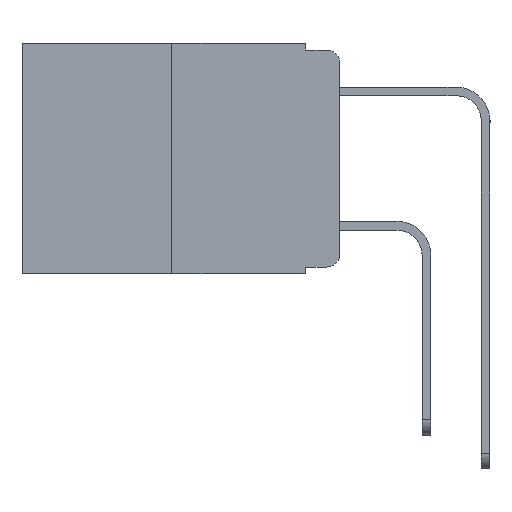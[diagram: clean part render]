
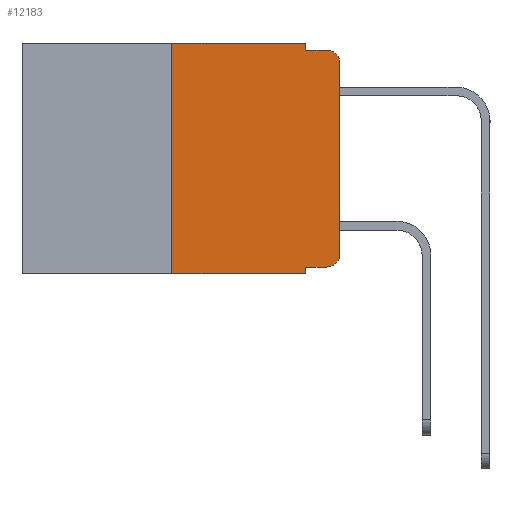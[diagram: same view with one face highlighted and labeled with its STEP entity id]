
A CAD part, left-side view. The second image highlights one B-rep face of the part: STEP entity #12183.
In plain terms, the highlighted planar face has unit normal (-1, 0, 0).
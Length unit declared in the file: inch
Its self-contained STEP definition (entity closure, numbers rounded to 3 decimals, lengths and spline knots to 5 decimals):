
#46 = ORIENTED_EDGE ( 'NONE', *, *, #4780, .T. ) ;
#73 = VECTOR ( 'NONE', #15317, 39.37008 ) ;
#157 = FACE_OUTER_BOUND ( 'NONE', #8263, .T. ) ;
#201 = VERTEX_POINT ( 'NONE', #5191 ) ;
#350 = VERTEX_POINT ( 'NONE', #8532 ) ;
#612 = ORIENTED_EDGE ( 'NONE', *, *, #9259, .T. ) ;
#624 = LINE ( 'NONE', #11924, #6763 ) ;
#1132 = DIRECTION ( 'NONE',  ( 0., 0., -1. ) ) ;
#1192 = EDGE_CURVE ( 'NONE', #14813, #6135, #3670, .T. ) ;
#1356 = DIRECTION ( 'NONE',  ( 0., -1., 0. ) ) ;
#1683 = VECTOR ( 'NONE', #7412, 39.37008 ) ;
#1867 = ORIENTED_EDGE ( 'NONE', *, *, #4492, .T. ) ;
#2259 = DIRECTION ( 'NONE',  ( 0., 0., -1. ) ) ;
#2395 = CIRCLE ( 'NONE', #16086, 0.02 ) ;
#3567 = CARTESIAN_POINT ( 'NONE',  ( 0., 0.051, 0. ) ) ;
#3670 = LINE ( 'NONE', #3567, #73 ) ;
#3792 = CARTESIAN_POINT ( 'NONE',  ( 0., 0.473, 0. ) ) ;
#3911 = EDGE_CURVE ( 'NONE', #6135, #201, #6207, .T. ) ;
#4080 = CARTESIAN_POINT ( 'NONE',  ( 0., 0.051, -0.01 ) ) ;
#4344 = LINE ( 'NONE', #6478, #4753 ) ;
#4428 = CARTESIAN_POINT ( 'NONE',  ( 0., 0.051, -0.333 ) ) ;
#4492 = EDGE_CURVE ( 'NONE', #12175, #12029, #624, .T. ) ;
#4579 = CARTESIAN_POINT ( 'NONE',  ( 0., 0., -0.313 ) ) ;
#4601 = ORIENTED_EDGE ( 'NONE', *, *, #8441, .T. ) ;
#4753 = VECTOR ( 'NONE', #5365, 39.37008 ) ;
#4780 = EDGE_CURVE ( 'NONE', #12735, #201, #15905, .T. ) ;
#4950 = AXIS2_PLACEMENT_3D ( 'NONE', #13774, #10936, #15776 ) ;
#4951 = CARTESIAN_POINT ( 'NONE',  ( 0., 0.02, -0.313 ) ) ;
#5187 = VERTEX_POINT ( 'NONE', #4579 ) ;
#5191 = CARTESIAN_POINT ( 'NONE',  ( 0., 0.02, -0.01 ) ) ;
#5197 = DIRECTION ( 'NONE',  ( 0., -1., 0. ) ) ;
#5359 = CARTESIAN_POINT ( 'NONE',  ( 0., 0.051, -0.01 ) ) ;
#5365 = DIRECTION ( 'NONE',  ( 0., 0., 1. ) ) ;
#6012 = CARTESIAN_POINT ( 'NONE',  ( 0., 0.25, 0. ) ) ;
#6135 = VERTEX_POINT ( 'NONE', #4080 ) ;
#6207 = LINE ( 'NONE', #5359, #15560 ) ;
#6342 = PLANE ( 'NONE',  #14025 ) ;
#6447 = EDGE_CURVE ( 'NONE', #5187, #12735, #4344, .T. ) ;
#6478 = CARTESIAN_POINT ( 'NONE',  ( 0., 0., 0. ) ) ;
#6547 = VERTEX_POINT ( 'NONE', #4428 ) ;
#6763 = VECTOR ( 'NONE', #8953, 39.37008 ) ;
#6917 = EDGE_CURVE ( 'NONE', #350, #14813, #14516, .T. ) ;
#7203 = ORIENTED_EDGE ( 'NONE', *, *, #3911, .F. ) ;
#7327 = CARTESIAN_POINT ( 'NONE',  ( 0., 0.051, -0.343 ) ) ;
#7412 = DIRECTION ( 'NONE',  ( 0., 0., -1. ) ) ;
#7445 = CARTESIAN_POINT ( 'NONE',  ( 0., 0., -0.03 ) ) ;
#8263 = EDGE_LOOP ( 'NONE', ( #9531, #46, #7203, #12426, #16126, #13690, #1867, #9313, #612, #4601 ) ) ;
#8441 = EDGE_CURVE ( 'NONE', #15551, #5187, #2395, .T. ) ;
#8532 = CARTESIAN_POINT ( 'NONE',  ( 0., 0.25, 0. ) ) ;
#8862 = DIRECTION ( 'NONE',  ( 1., 0., 0. ) ) ;
#8953 = DIRECTION ( 'NONE',  ( 0., -1., 0. ) ) ;
#9124 = DIRECTION ( 'NONE',  ( 0., -1., 0. ) ) ;
#9259 = EDGE_CURVE ( 'NONE', #6547, #15551, #13357, .T. ) ;
#9299 = LINE ( 'NONE', #13511, #1683 ) ;
#9313 = ORIENTED_EDGE ( 'NONE', *, *, #10900, .F. ) ;
#9531 = ORIENTED_EDGE ( 'NONE', *, *, #6447, .T. ) ;
#9619 = VECTOR ( 'NONE', #14570, 39.37008 ) ;
#9880 = DIRECTION ( 'NONE',  ( -1., 0., 0. ) ) ;
#10516 = VECTOR ( 'NONE', #5197, 39.37008 ) ;
#10900 = EDGE_CURVE ( 'NONE', #6547, #12029, #9299, .T. ) ;
#10936 = DIRECTION ( 'NONE',  ( -1., 0., 0. ) ) ;
#11842 = CARTESIAN_POINT ( 'NONE',  ( 0., 0.051, 0. ) ) ;
#11924 = CARTESIAN_POINT ( 'NONE',  ( 0., 0.473, -0.343 ) ) ;
#12029 = VERTEX_POINT ( 'NONE', #7327 ) ;
#12175 = VERTEX_POINT ( 'NONE', #12496 ) ;
#12183 = ADVANCED_FACE ( 'NONE', ( #157 ), #6342, .F. ) ;
#12426 = ORIENTED_EDGE ( 'NONE', *, *, #1192, .F. ) ;
#12496 = CARTESIAN_POINT ( 'NONE',  ( 0., 0.25, -0.343 ) ) ;
#12510 = LINE ( 'NONE', #6012, #9619 ) ;
#12553 = CARTESIAN_POINT ( 'NONE',  ( 0., 0.051, -0.333 ) ) ;
#12735 = VERTEX_POINT ( 'NONE', #7445 ) ;
#13357 = LINE ( 'NONE', #12553, #10516 ) ;
#13511 = CARTESIAN_POINT ( 'NONE',  ( 0., 0.051, 0. ) ) ;
#13690 = ORIENTED_EDGE ( 'NONE', *, *, #14950, .F. ) ;
#13773 = VECTOR ( 'NONE', #9124, 39.37008 ) ;
#13774 = CARTESIAN_POINT ( 'NONE',  ( 0., 0.02, -0.03 ) ) ;
#13951 = CARTESIAN_POINT ( 'NONE',  ( 0., 0.473, 0. ) ) ;
#14025 = AXIS2_PLACEMENT_3D ( 'NONE', #3792, #8862, #1132 ) ;
#14516 = LINE ( 'NONE', #13951, #13773 ) ;
#14570 = DIRECTION ( 'NONE',  ( 0., 0., 1. ) ) ;
#14813 = VERTEX_POINT ( 'NONE', #11842 ) ;
#14950 = EDGE_CURVE ( 'NONE', #12175, #350, #12510, .T. ) ;
#14973 = CARTESIAN_POINT ( 'NONE',  ( 0., 0.02, -0.333 ) ) ;
#15317 = DIRECTION ( 'NONE',  ( 0., 0., -1. ) ) ;
#15551 = VERTEX_POINT ( 'NONE', #14973 ) ;
#15560 = VECTOR ( 'NONE', #1356, 39.37008 ) ;
#15776 = DIRECTION ( 'NONE',  ( 0., 0., -1. ) ) ;
#15905 = CIRCLE ( 'NONE', #4950, 0.02 ) ;
#16086 = AXIS2_PLACEMENT_3D ( 'NONE', #4951, #9880, #2259 ) ;
#16126 = ORIENTED_EDGE ( 'NONE', *, *, #6917, .F. ) ;
